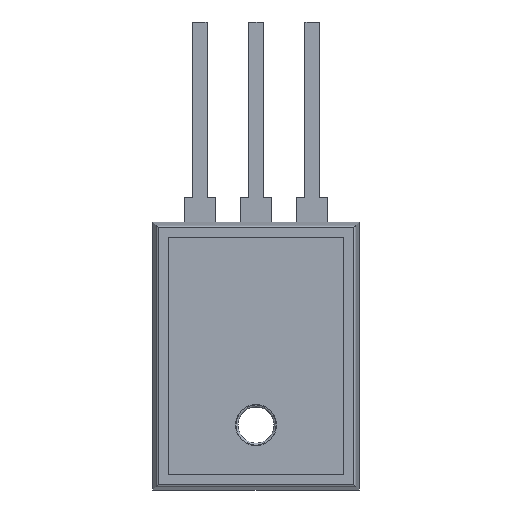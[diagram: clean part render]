
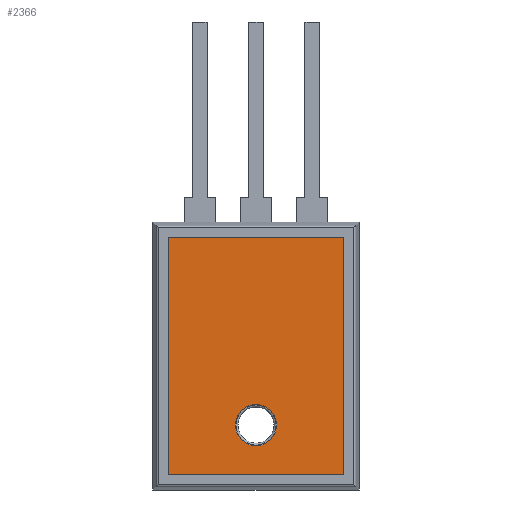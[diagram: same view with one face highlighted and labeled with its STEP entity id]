
A CAD part, front view. The second image highlights one B-rep face of the part: STEP entity #2366.
In plain terms, the highlighted planar face has unit normal (0, -1, 0).
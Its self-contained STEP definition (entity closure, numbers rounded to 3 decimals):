
#254=LINE('',#4365,#438);
#256=LINE('',#4369,#440);
#258=LINE('',#4373,#442);
#260=LINE('',#4376,#444);
#438=VECTOR('',#2965,17.);
#440=VECTOR('',#2969,23.);
#442=VECTOR('',#2973,17.);
#444=VECTOR('',#2977,23.);
#547=PLANE('',#2543);
#599=FACE_BOUND('',#861,.T.);
#703=FACE_OUTER_BOUND('',#860,.T.);
#860=EDGE_LOOP('',(#1930,#1931,#1932,#1933));
#861=EDGE_LOOP('',(#1934));
#954=CIRCLE('',#2538,2.);
#1111=VERTEX_POINT('',#4359);
#1112=VERTEX_POINT('',#4362);
#1113=VERTEX_POINT('',#4364);
#1114=VERTEX_POINT('',#4368);
#1115=VERTEX_POINT('',#4372);
#1397=EDGE_CURVE('',#1111,#1111,#954,.T.);
#1399=EDGE_CURVE('',#1113,#1112,#254,.T.);
#1401=EDGE_CURVE('',#1114,#1113,#256,.T.);
#1403=EDGE_CURVE('',#1115,#1114,#258,.T.);
#1405=EDGE_CURVE('',#1112,#1115,#260,.T.);
#1930=ORIENTED_EDGE('',*,*,#1405,.T.);
#1931=ORIENTED_EDGE('',*,*,#1403,.T.);
#1932=ORIENTED_EDGE('',*,*,#1401,.T.);
#1933=ORIENTED_EDGE('',*,*,#1399,.T.);
#1934=ORIENTED_EDGE('',*,*,#1397,.T.);
#2366=ADVANCED_FACE('',(#703,#599),#547,.T.);
#2538=AXIS2_PLACEMENT_3D('',#4360,#2960,#2961);
#2543=AXIS2_PLACEMENT_3D('',#4377,#2978,#2979);
#2960=DIRECTION('center_axis',(0.,1.,0.));
#2961=DIRECTION('ref_axis',(-1.,0.,0.));
#2965=DIRECTION('',(1.,0.,0.));
#2969=DIRECTION('',(0.,0.,-1.));
#2973=DIRECTION('',(-1.,0.,0.));
#2977=DIRECTION('',(0.,0.,1.));
#2978=DIRECTION('center_axis',(0.,-1.,0.));
#2979=DIRECTION('ref_axis',(0.,0.,-1.));
#4359=CARTESIAN_POINT('',(2.,-2.001,-6.7));
#4360=CARTESIAN_POINT('Origin',(0.,-2.001,-6.7));
#4362=CARTESIAN_POINT('',(8.5,-2.001,-11.5));
#4364=CARTESIAN_POINT('',(-8.5,-2.001,-11.5));
#4365=CARTESIAN_POINT('',(8.5,-2.001,-11.5));
#4368=CARTESIAN_POINT('',(-8.5,-2.001,11.5));
#4369=CARTESIAN_POINT('',(-8.5,-2.001,-11.5));
#4372=CARTESIAN_POINT('',(8.5,-2.001,11.5));
#4373=CARTESIAN_POINT('',(-8.5,-2.001,11.5));
#4376=CARTESIAN_POINT('',(8.5,-2.001,11.5));
#4377=CARTESIAN_POINT('Origin',(0.,-2.001,0.));
